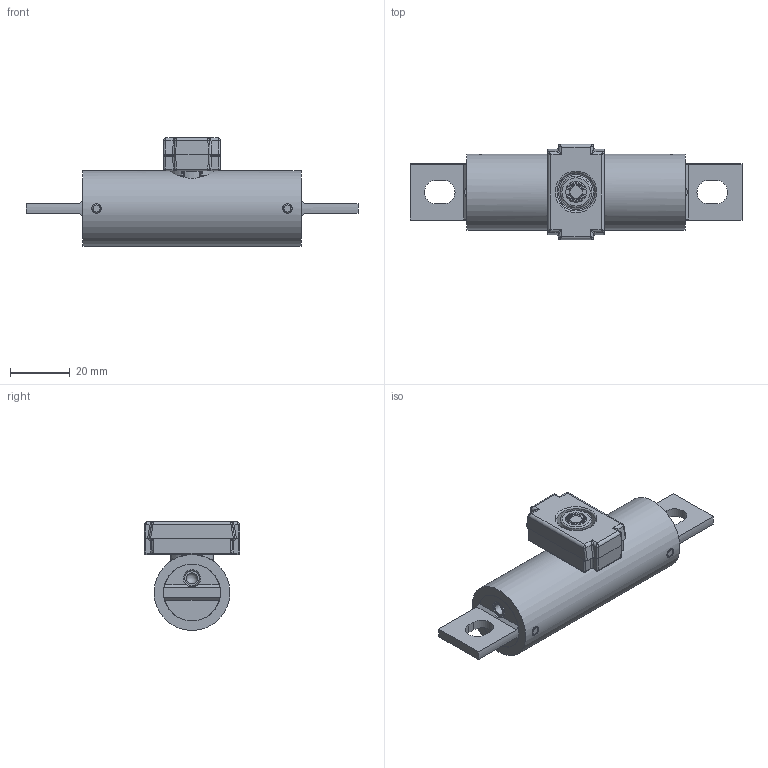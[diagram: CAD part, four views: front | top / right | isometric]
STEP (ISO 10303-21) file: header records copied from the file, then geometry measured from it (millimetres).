
FILE_DESCRIPTION (( 'STEP AP214' ), '1' );
FILE_NAME ('700854revA.STEP', '2019-12-02T16:14:11', ( '' ), ( '' ), 'SwSTEP 2.0', 'SolidWorks 2017', '' );
FILE_SCHEMA (( 'AUTOMOTIVE_DESIGN' ));
Length unit declared in the file: inch
Products named in the file (2): 700854revA
Bounding box: 111.12 x 32 x 36.45 mm (x, y, z)
Volume: 26268.1 mm3; surface area: 20342.9 mm2
Topology: 14 solids, 14 shells, 701 faces, 1626 edges, 913 vertices
Faces by surface type: plane 196, bspline 192, cylinder 173, cone 49, torus 47, sphere 44
Full cylindrical faces by diameter (mm): 2.5 x1, 3.175 x15, 3.708 x2, 4.5 x2, 4.762 x2, 4.877 x2, 5.4 x1, 7.599 x1, 15.469 x1, 18.974 x2, 19.05 x1, 25.4 x1
Entity records: 36474 total; most frequent: CARTESIAN_POINT 13685, ORIENTED_EDGE 2920, DIRECTION 2454, EDGE_CURVE 1460, AXIS2_PLACEMENT_3D 988, VERTEX_POINT 878, EDGE_LOOP 820, FACE_OUTER_BOUND 742
